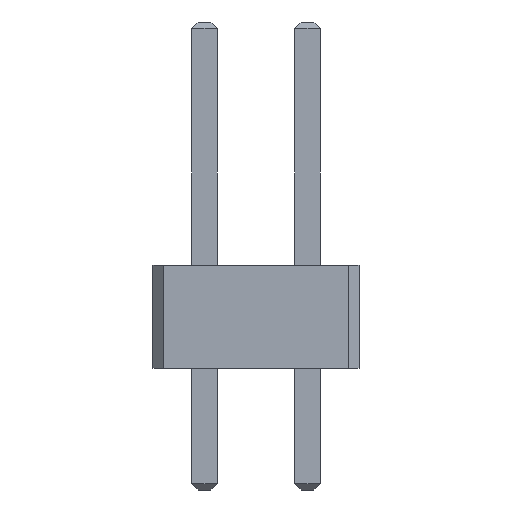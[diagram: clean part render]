
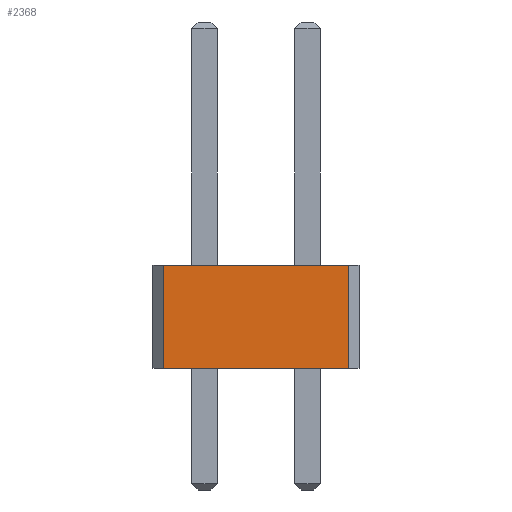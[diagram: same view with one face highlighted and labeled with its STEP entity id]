
A CAD part, front view. The second image highlights one B-rep face of the part: STEP entity #2368.
In plain terms, the highlighted planar face has unit normal (0, -1, 0).
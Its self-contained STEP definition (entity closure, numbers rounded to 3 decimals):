
#270 = VERTEX_POINT('',#271);
#271 = CARTESIAN_POINT('',(-1.016,-19.05,2.54));
#277 = EDGE_CURVE('',#270,#278,#280,.T.);
#278 = VERTEX_POINT('',#279);
#279 = CARTESIAN_POINT('',(3.556,-19.05,2.54));
#280 = LINE('',#281,#282);
#281 = CARTESIAN_POINT('',(-1.016,-19.05,2.54));
#282 = VECTOR('',#283,1.);
#283 = DIRECTION('',(1.,0.,0.));
#1223 = VERTEX_POINT('',#1224);
#1224 = CARTESIAN_POINT('',(-1.016,-19.05,0.));
#1230 = EDGE_CURVE('',#1223,#1231,#1233,.T.);
#1231 = VERTEX_POINT('',#1232);
#1232 = CARTESIAN_POINT('',(3.556,-19.05,0.));
#1233 = LINE('',#1234,#1235);
#1234 = CARTESIAN_POINT('',(-1.016,-19.05,0.));
#1235 = VECTOR('',#1236,1.);
#1236 = DIRECTION('',(1.,0.,0.));
#2357 = EDGE_CURVE('',#1223,#270,#2358,.T.);
#2358 = LINE('',#2359,#2360);
#2359 = CARTESIAN_POINT('',(-1.016,-19.05,0.));
#2360 = VECTOR('',#2361,1.);
#2361 = DIRECTION('',(0.,0.,1.));
#2368 = ADVANCED_FACE('',(#2369),#2380,.F.);
#2369 = FACE_BOUND('',#2370,.F.);
#2370 = EDGE_LOOP('',(#2371,#2372,#2373,#2379));
#2371 = ORIENTED_EDGE('',*,*,#2357,.T.);
#2372 = ORIENTED_EDGE('',*,*,#277,.T.);
#2373 = ORIENTED_EDGE('',*,*,#2374,.F.);
#2374 = EDGE_CURVE('',#1231,#278,#2375,.T.);
#2375 = LINE('',#2376,#2377);
#2376 = CARTESIAN_POINT('',(3.556,-19.05,0.));
#2377 = VECTOR('',#2378,1.);
#2378 = DIRECTION('',(0.,0.,1.));
#2379 = ORIENTED_EDGE('',*,*,#1230,.F.);
#2380 = PLANE('',#2381);
#2381 = AXIS2_PLACEMENT_3D('',#2382,#2383,#2384);
#2382 = CARTESIAN_POINT('',(-1.016,-19.05,0.));
#2383 = DIRECTION('',(0.,1.,0.));
#2384 = DIRECTION('',(1.,0.,0.));
